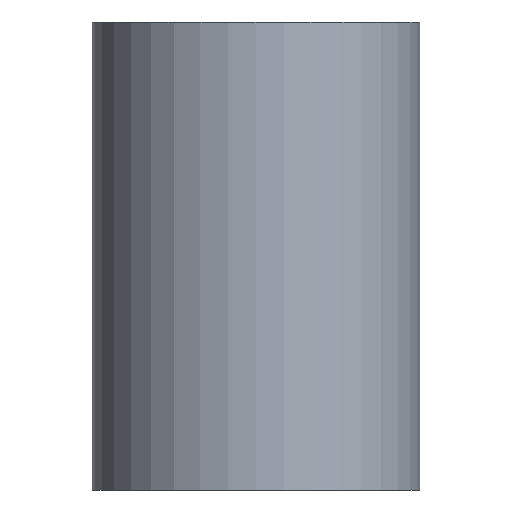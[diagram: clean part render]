
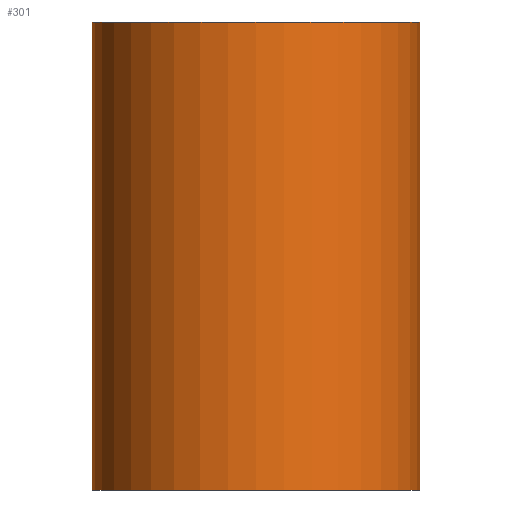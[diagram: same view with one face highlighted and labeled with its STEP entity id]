
A CAD part, front view. The second image highlights one B-rep face of the part: STEP entity #301.
In plain terms, the highlighted cylindrical face has radius 3.5 mm (diameter 7 mm), a partial arc.
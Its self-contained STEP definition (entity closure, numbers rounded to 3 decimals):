
#1 = CARTESIAN_POINT ( 'NONE',  ( -3.5, 0., 0. ) ) ;
#4 = EDGE_CURVE ( 'NONE', #82, #285, #179, .T. ) ;
#13 = FACE_OUTER_BOUND ( 'NONE', #288, .T. ) ;
#24 = CARTESIAN_POINT ( 'NONE',  ( -3.5, 0., 10. ) ) ;
#33 = ORIENTED_EDGE ( 'NONE', *, *, #100, .T. ) ;
#34 = DIRECTION ( 'NONE',  ( 1., 0., 0. ) ) ;
#36 = EDGE_CURVE ( 'NONE', #82, #86, #58, .T. ) ;
#55 = DIRECTION ( 'NONE',  ( 0., 0., -1. ) ) ;
#58 = LINE ( 'NONE', #297, #198 ) ;
#80 = CARTESIAN_POINT ( 'NONE',  ( 0., 0., 10. ) ) ;
#82 = VERTEX_POINT ( 'NONE', #1 ) ;
#83 = VERTEX_POINT ( 'NONE', #131 ) ;
#86 = VERTEX_POINT ( 'NONE', #24 ) ;
#91 = DIRECTION ( 'NONE',  ( 1., 0., 0. ) ) ;
#99 = ORIENTED_EDGE ( 'NONE', *, *, #4, .T. ) ;
#100 = EDGE_CURVE ( 'NONE', #285, #83, #181, .T. ) ;
#101 = DIRECTION ( 'NONE',  ( 1., 0., 0. ) ) ;
#124 = DIRECTION ( 'NONE',  ( 0., 0., 1. ) ) ;
#131 = CARTESIAN_POINT ( 'NONE',  ( 3.5, 0., 10. ) ) ;
#144 = AXIS2_PLACEMENT_3D ( 'NONE', #292, #202, #34 ) ;
#153 = DIRECTION ( 'NONE',  ( 0., 0., 1. ) ) ;
#158 = CARTESIAN_POINT ( 'NONE',  ( 3.5, 0., 0. ) ) ;
#168 = CYLINDRICAL_SURFACE ( 'NONE', #240, 3.5 ) ;
#179 = CIRCLE ( 'NONE', #144, 3.5 ) ;
#181 = LINE ( 'NONE', #158, #293 ) ;
#184 = CIRCLE ( 'NONE', #274, 3.5 ) ;
#195 = CARTESIAN_POINT ( 'NONE',  ( 3.5, 0., 0. ) ) ;
#198 = VECTOR ( 'NONE', #124, 1000. ) ;
#202 = DIRECTION ( 'NONE',  ( 0., 0., 1. ) ) ;
#229 = ORIENTED_EDGE ( 'NONE', *, *, #36, .F. ) ;
#240 = AXIS2_PLACEMENT_3D ( 'NONE', #242, #260, #91 ) ;
#242 = CARTESIAN_POINT ( 'NONE',  ( 0., 0., 0. ) ) ;
#260 = DIRECTION ( 'NONE',  ( 0., 0., 1. ) ) ;
#274 = AXIS2_PLACEMENT_3D ( 'NONE', #80, #55, #101 ) ;
#275 = ORIENTED_EDGE ( 'NONE', *, *, #276, .T. ) ;
#276 = EDGE_CURVE ( 'NONE', #83, #86, #184, .T. ) ;
#285 = VERTEX_POINT ( 'NONE', #195 ) ;
#288 = EDGE_LOOP ( 'NONE', ( #229, #99, #33, #275 ) ) ;
#292 = CARTESIAN_POINT ( 'NONE',  ( 0., 0., 0. ) ) ;
#293 = VECTOR ( 'NONE', #153, 1000. ) ;
#297 = CARTESIAN_POINT ( 'NONE',  ( -3.5, 0., 0. ) ) ;
#301 = ADVANCED_FACE ( 'NONE', ( #13 ), #168, .T. ) ;
